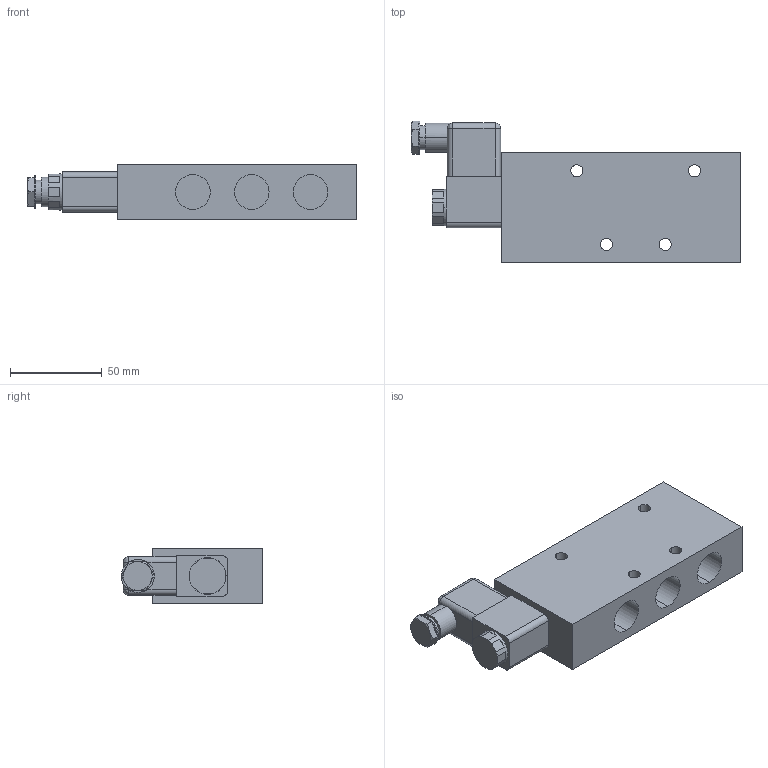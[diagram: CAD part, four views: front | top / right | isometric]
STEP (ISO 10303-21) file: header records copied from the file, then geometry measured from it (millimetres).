
FILE_DESCRIPTION (( 'STEP AP203' ), '1' );
FILE_NAME ('X1VS450005.STEP', '2019-04-08T08:32:15', ( '' ), ( '' ), 'SwSTEP 2.0', 'SolidWorks 2016', '' );
FILE_SCHEMA (( 'CONFIG_CONTROL_DESIGN' ));
Length unit declared in the file: millimetre
Products named in the file (1): X1VS450005
Bounding box: 179 x 77 x 30 mm (x, y, z)
Volume: 251658.4 mm3; surface area: 41537.5 mm2
Topology: 2 solids, 2 shells, 124 faces, 291 edges, 183 vertices
Faces by surface type: plane 67, cylinder 49, cone 4, bspline 4
Entity records: 3739 total; most frequent: CARTESIAN_POINT 757, DIRECTION 636, ORIENTED_EDGE 574, EDGE_CURVE 287, AXIS2_PLACEMENT_3D 244, VERTEX_POINT 183, EDGE_LOOP 148, VECTOR 148
